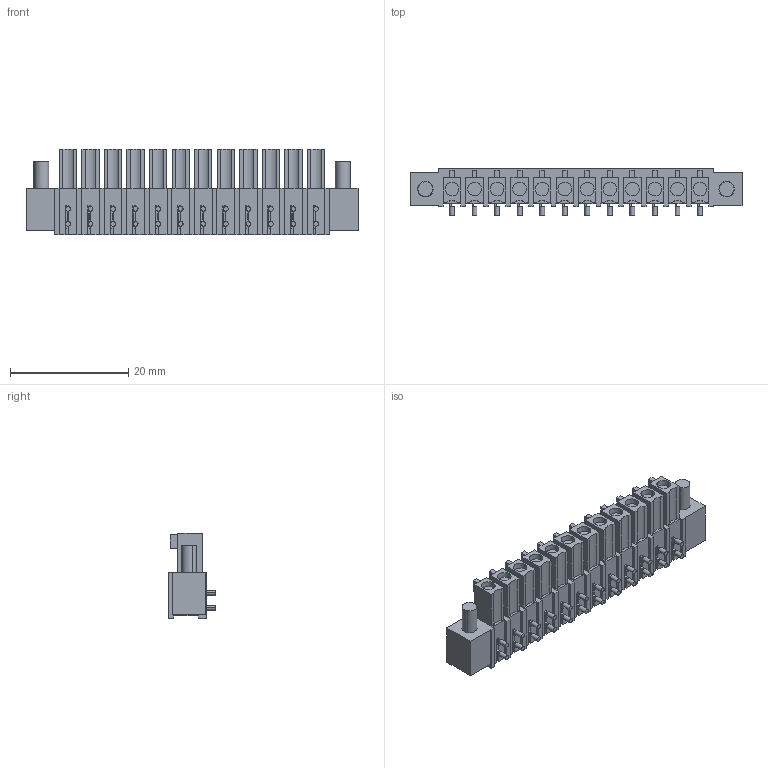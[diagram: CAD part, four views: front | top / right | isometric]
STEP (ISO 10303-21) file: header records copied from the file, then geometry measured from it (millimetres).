
FILE_DESCRIPTION(('CATIA V5 STEP Exchange'),'2;1');
FILE_NAME ('D1460895_0_1975830000_1975830000.stp','2016-11-26T10:05:14+00:00',('none'),('Weidmueller'),'CATIA Version 5-6 Release 2014','CATIA V5 STEP AP203','none');
FILE_SCHEMA(('CONFIG_CONTROL_DESIGN'));
Length unit declared in the file: millimetre
Products named in the file (1): 1975830000_S
Bounding box: 56.11 x 7.95 x 14.5 mm (x, y, z)
Volume: 3278.7 mm3; surface area: 3885.4 mm2
Topology: 15 solids, 15 shells, 758 faces, 1955 edges, 1291 vertices
Faces by surface type: plane 634, cylinder 124
Entity records: 21270 total; most frequent: CARTESIAN_POINT 4029, ORIENTED_EDGE 3910, DIRECTION 2822, EDGE_CURVE 1955, VECTOR 1651, LINE 1651, VERTEX_POINT 1291, EDGE_LOOP 826
